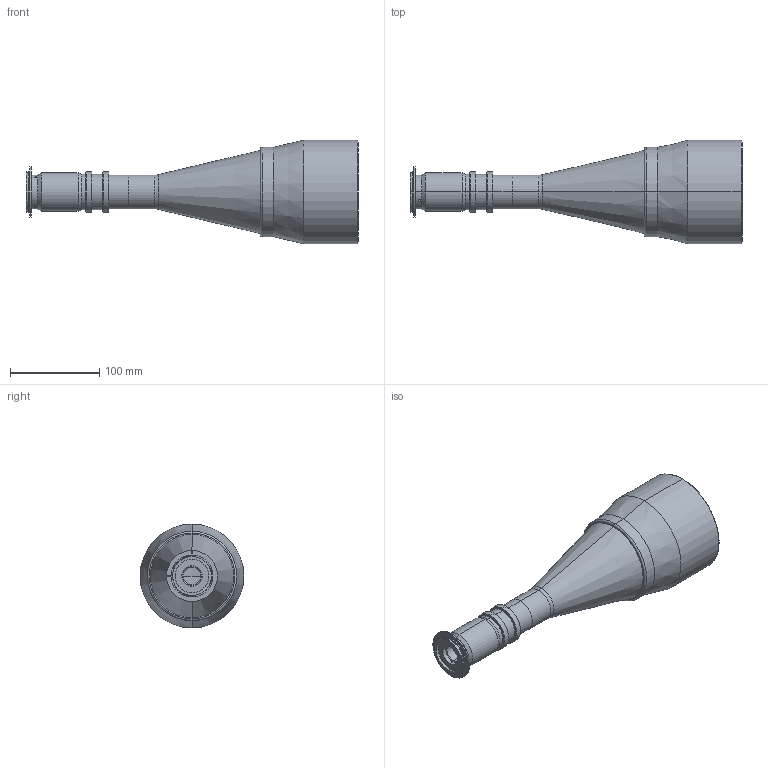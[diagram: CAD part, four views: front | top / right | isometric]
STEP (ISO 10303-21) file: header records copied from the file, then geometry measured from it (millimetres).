
FILE_DESCRIPTION (( 'STEP AP214' ), '1' );
FILE_NAME ('4M80_F.STEP', '2013-04-30T06:57:06', ( 'Work' ), ( '' ), 'SwSTEP 2.0', 'SolidWorks 2013', '' );
FILE_SCHEMA (( 'AUTOMOTIVE_DESIGN' ));
Length unit declared in the file: millimetre
Products named in the file (1): 4M80_F
Bounding box: 371.5 x 116 x 116 mm (x, y, z)
Surface area: 117308.9 mm2 (no closed solid volume)
Topology: 0 solids, 10 shells, 123 faces, 340 edges, 231 vertices
Faces by surface type: cylinder 62, cone 27, plane 26, torus 6, sphere 2
Entity records: 5771 total; most frequent: CARTESIAN_POINT 1185, DIRECTION 737, ORIENTED_EDGE 571, EDGE_CURVE 340, AXIS2_PLACEMENT_3D 305, VERTEX_POINT 231, CIRCLE 181, EDGE_LOOP 150
